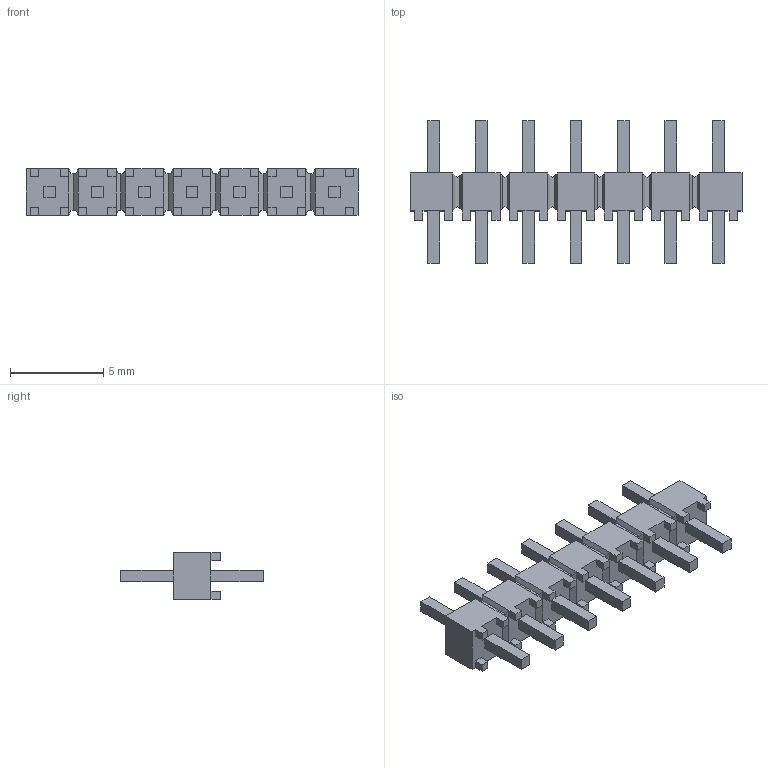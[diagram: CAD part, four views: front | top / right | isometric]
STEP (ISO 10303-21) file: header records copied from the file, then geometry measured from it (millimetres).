
FILE_DESCRIPTION( ( 'STEP AP214' ), '1' );
FILE_NAME( 'HMTSW-107-06-G-S-110.stp', '2021-02-23T15:29:54', ( 'License CC BY-ND 4.0' ), ( 'CADENAS' ), ' ', 'PARTsolutions', ' ' );
FILE_SCHEMA( ( 'AUTOMOTIVE_DESIGN { 1 0 10303 214 1 1 1 1 }' ) );
Length unit declared in the file: inch
Products named in the file (3): HMTSW-107-06-G-S-110; _HMTSW-107-06-G-S-110_body; _HMTSW-107-06-S-110
Assembly tree (2 placements, depth 2):
  HMTSW-107-06-G-S-110
    _HMTSW-107-06-G-S-110_body
    _HMTSW-107-06-S-110
Bounding box: 17.78 x 7.62 x 2.49 mm (x, y, z)
Volume: 105.9 mm3; surface area: 401.1 mm2
Topology: 2 solids, 2 shells, 306 faces, 792 edges, 504 vertices
Faces by surface type: plane 306
Entity records: 11570 total; most frequent: CARTESIAN_POINT 1605, ORIENTED_EDGE 1584, DIRECTION 1410, EDGE_CURVE 792, LINE 792, VECTOR 792, VERTEX_POINT 504, EDGE_LOOP 334
